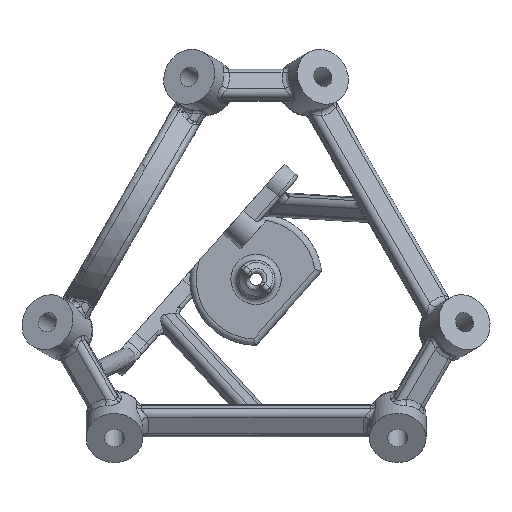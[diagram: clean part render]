
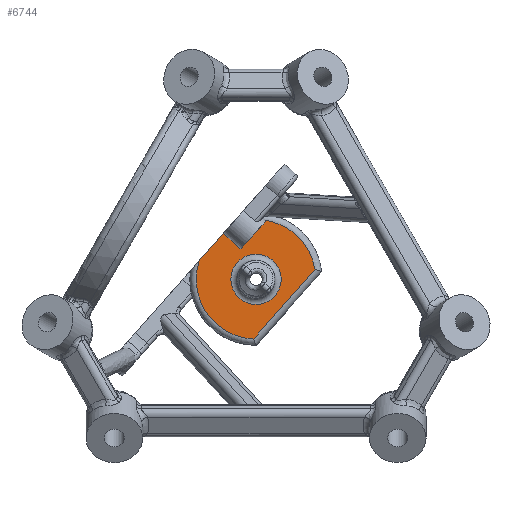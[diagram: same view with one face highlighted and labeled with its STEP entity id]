
A CAD part, top view. The second image highlights one B-rep face of the part: STEP entity #6744.
In plain terms, the highlighted planar face has unit normal (0, 0, 1).
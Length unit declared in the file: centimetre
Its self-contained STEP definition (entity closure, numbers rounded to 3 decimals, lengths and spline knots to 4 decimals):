
#311=B_SPLINE_CURVE_WITH_KNOTS('',3,(#9766,#9767,#9768,#9769,#9770,#9771,
#9772,#9773,#9774,#9775,#9776,#9777,#9778,#9779,#9780,#9781,#9782,#9783,
#9784,#9785,#9786,#9787,#9788,#9789,#9790,#9791,#9792,#9793,#9794,#9795,
#9796,#9797,#9798,#9799),.UNSPECIFIED.,.T.,.U.,(4,2,2,2,2,2,2,2,2,2,2,2,
2,2,2,2,4),(0.,0.0211,0.044,0.0692,
0.0967,0.1246,0.1503,0.1734,
0.1944,0.2153,0.2384,0.2642,0.292,
0.3196,0.3448,0.3676,0.3887),
 .UNSPECIFIED.);
#610=PLANE('',#7230);
#753=VECTOR('',#7985,1.);
#767=VECTOR('',#8031,1.);
#768=VECTOR('',#8032,1.);
#769=VECTOR('',#8035,1.);
#1104=LINE('',#9663,#753);
#1118=LINE('',#9764,#767);
#1119=LINE('',#9801,#768);
#1120=LINE('',#9804,#769);
#1465=VERTEX_POINT('',#9661);
#1467=VERTEX_POINT('',#9664);
#1496=VERTEX_POINT('',#9720);
#1499=VERTEX_POINT('',#9762);
#1500=VERTEX_POINT('',#9763);
#1501=VERTEX_POINT('',#9765);
#1502=VERTEX_POINT('',#9800);
#1503=VERTEX_POINT('',#9803);
#2125=CIRCLE('',#7228,0.4);
#2126=CIRCLE('',#7231,0.95);
#2127=CIRCLE('',#7232,0.95);
#2502=EDGE_CURVE('',#1467,#1465,#1104,.T.);
#2532=EDGE_CURVE('',#1496,#1496,#2125,.T.);
#2535=EDGE_CURVE('',#1499,#1500,#2126,.T.);
#2536=EDGE_CURVE('',#1501,#1499,#1118,.T.);
#2537=EDGE_CURVE('',#1502,#1501,#311,.T.);
#2538=EDGE_CURVE('',#1467,#1502,#1119,.T.);
#2539=EDGE_CURVE('',#1503,#1465,#2127,.T.);
#2540=EDGE_CURVE('',#1500,#1503,#1120,.T.);
#3651=ORIENTED_EDGE('',*,*,#2535,.F.);
#3652=ORIENTED_EDGE('',*,*,#2536,.F.);
#3653=ORIENTED_EDGE('',*,*,#2537,.F.);
#3654=ORIENTED_EDGE('',*,*,#2538,.F.);
#3655=ORIENTED_EDGE('',*,*,#2502,.T.);
#3656=ORIENTED_EDGE('',*,*,#2539,.F.);
#3657=ORIENTED_EDGE('',*,*,#2540,.F.);
#3658=ORIENTED_EDGE('',*,*,#2532,.F.);
#5741=EDGE_LOOP('',(#3651,#3652,#3653,#3654,#3655,#3656,#3657));
#5742=EDGE_LOOP('',(#3658));
#6246=FACE_BOUND('',#5741,.T.);
#6247=FACE_BOUND('',#5742,.T.);
#6744=ADVANCED_FACE('',(#6246,#6247),#610,.T.);
#7228=AXIS2_PLACEMENT_3D('',#9719,#8024,#8025);
#7230=AXIS2_PLACEMENT_3D('',#9760,#8028,$);
#7231=AXIS2_PLACEMENT_3D('',#9761,#8029,#8030);
#7232=AXIS2_PLACEMENT_3D('',#9802,#8033,#8034);
#7985=DIRECTION('',(-0.663,-0.749,0.));
#8024=DIRECTION('',(0.,0.,1.));
#8025=DIRECTION('',(-0.4,0.,0.));
#8028=DIRECTION('',(0.,0.,1.));
#8029=DIRECTION('',(0.,0.,-1.));
#8030=DIRECTION('',(0.683,0.66,0.));
#8031=DIRECTION('',(0.663,0.749,0.));
#8032=DIRECTION('',(0.749,-0.663,0.));
#8033=DIRECTION('',(0.,0.,-1.));
#8034=DIRECTION('',(-0.712,-0.629,0.));
#8035=DIRECTION('',(-0.663,-0.749,0.));
#9661=CARTESIAN_POINT('',(-0.9044,0.2907,-1.8));
#9663=CARTESIAN_POINT('',(-0.7454,0.4705,-1.8));
#9664=CARTESIAN_POINT('',(-0.2636,1.0151,-1.8));
#9719=CARTESIAN_POINT('',(0.,0.,-1.8));
#9720=CARTESIAN_POINT('',(0.4,0.,-1.8));
#9760=CARTESIAN_POINT('',(0.,0.,-1.8));
#9761=CARTESIAN_POINT('',(0.,0.,-1.8));
#9762=CARTESIAN_POINT('',(0.0767,0.9469,-1.8));
#9763=CARTESIAN_POINT('',(0.9374,0.1541,-1.8));
#9764=CARTESIAN_POINT('',(-0.4335,0.3702,-1.8));
#9765=CARTESIAN_POINT('',(0.0086,0.87,-1.8));
#9766=CARTESIAN_POINT('',(0.0103,0.9624,-1.8));
#9767=CARTESIAN_POINT('',(0.0051,0.9671,-1.8));
#9768=CARTESIAN_POINT('',(-0.0023,0.9712,-1.8));
#9769=CARTESIAN_POINT('',(-0.0163,0.9755,-1.8));
#9770=CARTESIAN_POINT('',(-0.0254,0.9763,-1.8));
#9771=CARTESIAN_POINT('',(-0.0414,0.9746,-1.8));
#9772=CARTESIAN_POINT('',(-0.051,0.9715,-1.8));
#9773=CARTESIAN_POINT('',(-0.0665,0.9633,-1.8));
#9774=CARTESIAN_POINT('',(-0.0752,0.9564,-1.8));
#9775=CARTESIAN_POINT('',(-0.0874,0.9425,-1.8));
#9776=CARTESIAN_POINT('',(-0.0932,0.9331,-1.8));
#9777=CARTESIAN_POINT('',(-0.0996,0.9164,-1.8));
#9778=CARTESIAN_POINT('',(-0.1016,0.9063,-1.8));
#9779=CARTESIAN_POINT('',(-0.1016,0.89,-1.8));
#9780=CARTESIAN_POINT('',(-0.0998,0.8809,-1.8));
#9781=CARTESIAN_POINT('',(-0.0939,0.8675,-1.8));
#9782=CARTESIAN_POINT('',(-0.089,0.8607,-1.8));
#9783=CARTESIAN_POINT('',(-0.0786,0.8514,-1.8));
#9784=CARTESIAN_POINT('',(-0.0712,0.8474,-1.8));
#9785=CARTESIAN_POINT('',(-0.0572,0.8432,-1.8));
#9786=CARTESIAN_POINT('',(-0.0479,0.8426,-1.8));
#9787=CARTESIAN_POINT('',(-0.0318,0.8445,-1.8));
#9788=CARTESIAN_POINT('',(-0.022,0.8477,-1.8));
#9789=CARTESIAN_POINT('',(-0.0062,0.8561,-1.8));
#9790=CARTESIAN_POINT('',(0.0025,0.863,-1.8));
#9791=CARTESIAN_POINT('',(0.0147,0.8769,-1.8));
#9792=CARTESIAN_POINT('',(0.0205,0.8863,-1.8));
#9793=CARTESIAN_POINT('',(0.0268,0.9027,-1.8));
#9794=CARTESIAN_POINT('',(0.0286,0.9126,-1.8));
#9795=CARTESIAN_POINT('',(0.0284,0.9286,-1.8));
#9796=CARTESIAN_POINT('',(0.0266,0.9376,-1.8));
#9797=CARTESIAN_POINT('',(0.0206,0.9509,-1.8));
#9798=CARTESIAN_POINT('',(0.0156,0.9578,-1.8));
#9799=CARTESIAN_POINT('',(0.0103,0.9624,-1.8));
#9800=CARTESIAN_POINT('',(-0.0838,0.8561,-1.8));
#9801=CARTESIAN_POINT('',(-0.1184,0.8867,-1.8));
#9802=CARTESIAN_POINT('',(0.,0.,-1.8));
#9803=CARTESIAN_POINT('',(-0.0387,-0.9492,-1.8));
#9804=CARTESIAN_POINT('',(0.4639,-0.3811,-1.8));
